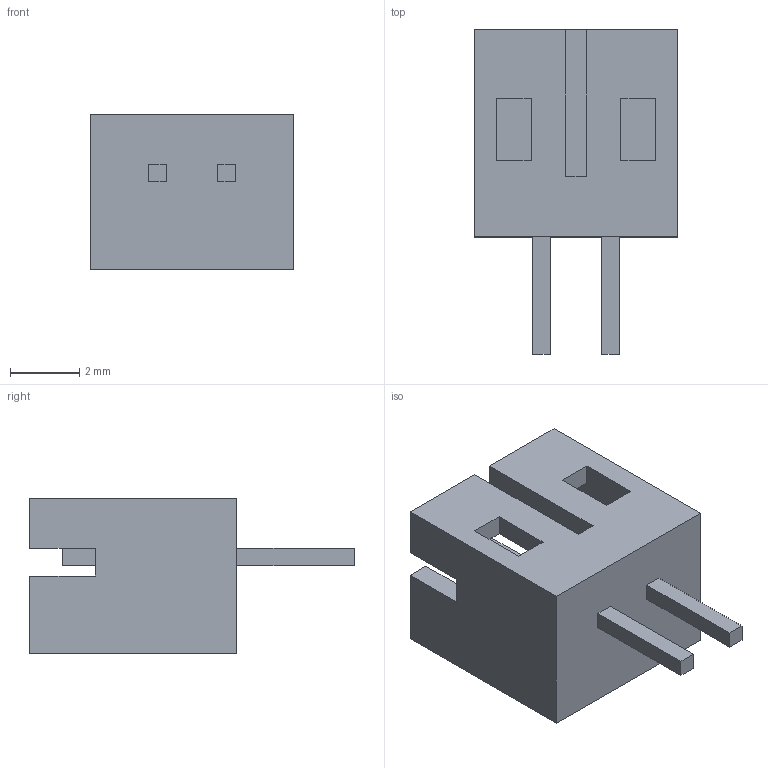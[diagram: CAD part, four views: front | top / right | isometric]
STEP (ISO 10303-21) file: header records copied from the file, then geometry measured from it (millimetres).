
FILE_DESCRIPTION(('FreeCAD Model'),'2;1');
FILE_NAME('B2B-PH-K-S.step', '2017-05-18T19:12:24',('kicad StepUp'),('ksu MCAD'), 'Open CASCADE STEP processor 6.8','FreeCAD','Unknown');
FILE_SCHEMA(('AUTOMOTIVE_DESIGN_CC2 { 1 2 10303 214 -1 1 5 4 }'));
Length unit declared in the file: millimetre
Products named in the file (2): ASSEMBLY; B2B-PH-K-S
Assembly tree (1 placements, depth 2):
  ASSEMBLY
    B2B-PH-K-S
Bounding box: 5.9 x 9.4 x 4.5 mm (x, y, z)
Volume: 88.6 mm3; surface area: 271.9 mm2
Topology: 1 solids, 1 shells, 48 faces, 132 edges, 88 vertices
Faces by surface type: plane 48
Entity records: 1871 total; most frequent: CARTESIAN_POINT 270, ORIENTED_EDGE 264, DIRECTION 232, EDGE_CURVE 132, LINE 132, VECTOR 132, VERTEX_POINT 88, FACE_BOUND 54
